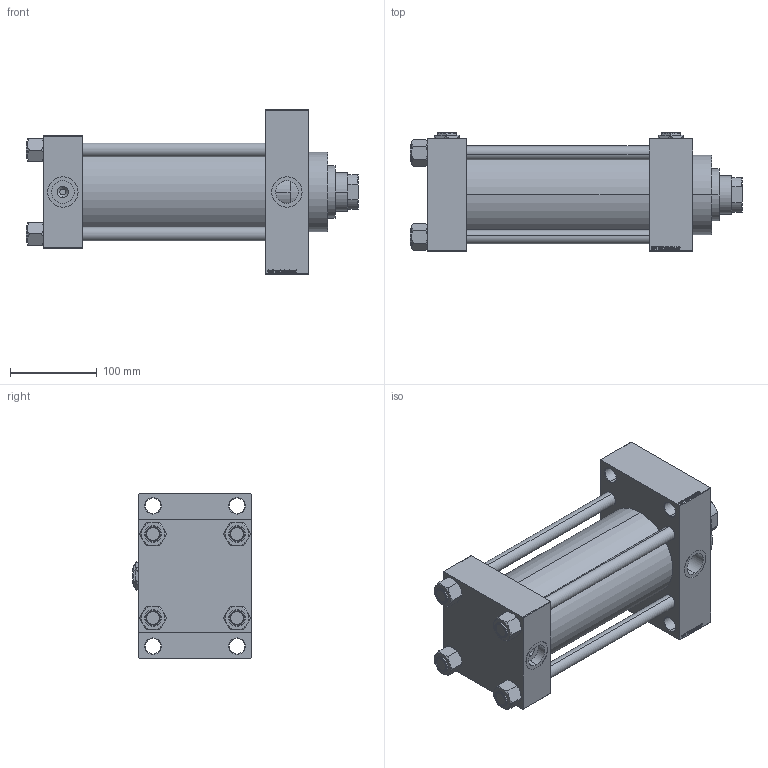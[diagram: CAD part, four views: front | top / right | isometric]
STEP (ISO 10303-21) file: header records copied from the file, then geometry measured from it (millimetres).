
FILE_DESCRIPTION (( 'STEP AP203' ), '1' );
FILE_NAME ('0454.STEP', '2022-04-16T09:43:33', ( '' ), ( '' ), 'SwSTEP 2.0', 'SolidWorks 2019', '' );
FILE_SCHEMA (( 'CONFIG_CONTROL_DESIGN' ));
Length unit declared in the file: millimetre
Products named in the file (7): Zatka_pro_OIL_PORT 913c0ecdc252dc13e1fa05af227fdc81; V215CR_VCP_D 913c0ecdc252dc13e1fa05af227fdc81; NUT_M5_D 913c0ecdc252dc13e1fa05af227fdc81; V215CR_D_TYCINKA 913c0ecdc252dc13e1fa05af227fdc81; 0454; V215CR_D_Body 913c0ecdc252dc13e1fa05af227fdc81; V215_VC_A 913c0ecdc252dc13e1fa05af227fdc81
Assembly tree (13 placements, depth 2):
  0454
    V215CR_D_Body 913c0ecdc252dc13e1fa05af227fdc81
    V215CR_VCP_D 913c0ecdc252dc13e1fa05af227fdc81
    NUT_M5_D 913c0ecdc252dc13e1fa05af227fdc81  x4
    V215CR_D_TYCINKA 913c0ecdc252dc13e1fa05af227fdc81  x4
    V215_VC_A 913c0ecdc252dc13e1fa05af227fdc81
    Zatka_pro_OIL_PORT 913c0ecdc252dc13e1fa05af227fdc81  x2
Bounding box: 383 x 137 x 190 mm (x, y, z)
Volume: 3063298 mm3; surface area: 497701.8 mm2
Topology: 13 solids, 13 shells, 1261 faces, 3152 edges, 2035 vertices
Faces by surface type: plane 595, bspline 368, cone 186, cylinder 104, torus 8
Entity records: 50003 total; most frequent: CARTESIAN_POINT 25893, ORIENTED_EDGE 5376, DIRECTION 3576, EDGE_CURVE 2688, VERTEX_POINT 1755, VECTOR 1576, LINE 1576, EDGE_LOOP 1203
